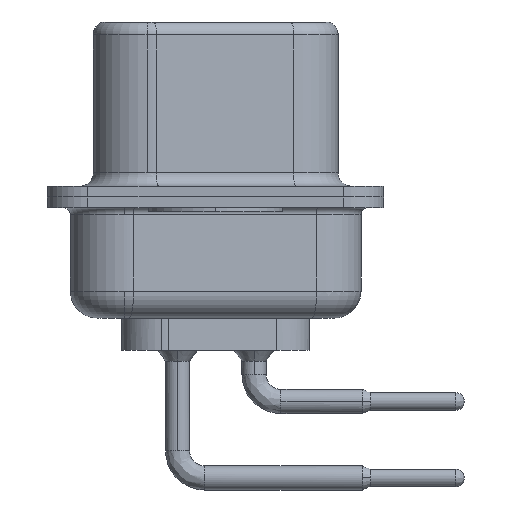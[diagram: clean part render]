
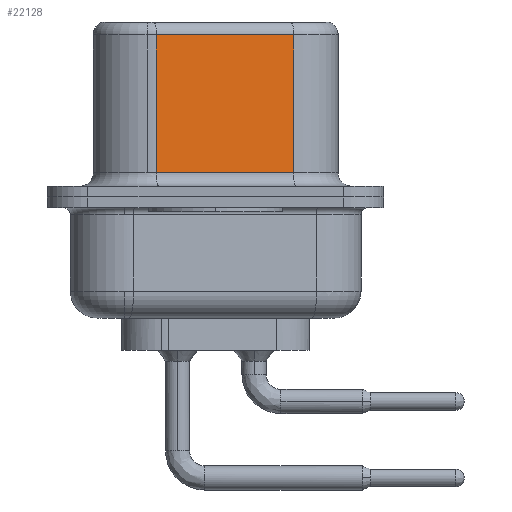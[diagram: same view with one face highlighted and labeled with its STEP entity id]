
A CAD part, left-side view. The second image highlights one B-rep face of the part: STEP entity #22128.
In plain terms, the highlighted planar face has unit normal (-0.985, -0.174, 0).
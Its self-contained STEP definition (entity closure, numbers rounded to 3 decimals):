
#65 = ORIENTED_EDGE ( 'NONE', *, *, #6997, .F. ) ;
#1345 = DIRECTION ( 'NONE',  ( 0., 0., -1. ) ) ;
#2785 = DIRECTION ( 'NONE',  ( 0.985, 0.174, 0. ) ) ;
#3099 = AXIS2_PLACEMENT_3D ( 'NONE', #13737, #2785, #15634 ) ;
#3800 = ORIENTED_EDGE ( 'NONE', *, *, #20326, .T. ) ;
#6739 = CARTESIAN_POINT ( 'NONE',  ( 4.58, -2.897, 6.02 ) ) ;
#6997 = EDGE_CURVE ( 'NONE', #21622, #8344, #12903, .T. ) ;
#7272 = EDGE_CURVE ( 'NONE', #21622, #8850, #21432, .T. ) ;
#7963 = VECTOR ( 'NONE', #19988, 1000. ) ;
#8344 = VERTEX_POINT ( 'NONE', #12559 ) ;
#8850 = VERTEX_POINT ( 'NONE', #21593 ) ;
#9414 = LINE ( 'NONE', #14879, #23902 ) ;
#10189 = FACE_OUTER_BOUND ( 'NONE', #20922, .T. ) ;
#11825 = PLANE ( 'NONE',  #3099 ) ;
#12559 = CARTESIAN_POINT ( 'NONE',  ( 4.58, -2.897, 0.9 ) ) ;
#12597 = VECTOR ( 'NONE', #14905, 1000. ) ;
#12903 = LINE ( 'NONE', #20018, #7963 ) ;
#13737 = CARTESIAN_POINT ( 'NONE',  ( 4.58, -2.897, 6.52 ) ) ;
#14879 = CARTESIAN_POINT ( 'NONE',  ( 4.58, -2.897, 0.9 ) ) ;
#14905 = DIRECTION ( 'NONE',  ( -0.174, 0.985, 0. ) ) ;
#15234 = ORIENTED_EDGE ( 'NONE', *, *, #21626, .T. ) ;
#15634 = DIRECTION ( 'NONE',  ( -0.174, 0.985, 0. ) ) ;
#18430 = VECTOR ( 'NONE', #1345, 1000. ) ;
#18586 = CARTESIAN_POINT ( 'NONE',  ( 4.58, -2.897, 6.02 ) ) ;
#18635 = DIRECTION ( 'NONE',  ( 0.174, -0.985, 0. ) ) ;
#19075 = ORIENTED_EDGE ( 'NONE', *, *, #7272, .T. ) ;
#19988 = DIRECTION ( 'NONE',  ( 0., 0., -1. ) ) ;
#20018 = CARTESIAN_POINT ( 'NONE',  ( 4.58, -2.897, 6.52 ) ) ;
#20326 = EDGE_CURVE ( 'NONE', #22407, #8344, #9414, .T. ) ;
#20922 = EDGE_LOOP ( 'NONE', ( #65, #19075, #15234, #3800 ) ) ;
#21432 = LINE ( 'NONE', #18586, #12597 ) ;
#21593 = CARTESIAN_POINT ( 'NONE',  ( 3.68, 2.203, 6.02 ) ) ;
#21622 = VERTEX_POINT ( 'NONE', #6739 ) ;
#21626 = EDGE_CURVE ( 'NONE', #8850, #22407, #23537, .T. ) ;
#22128 = ADVANCED_FACE ( 'NONE', ( #10189 ), #11825, .F. ) ;
#22230 = CARTESIAN_POINT ( 'NONE',  ( 3.68, 2.203, 0.9 ) ) ;
#22407 = VERTEX_POINT ( 'NONE', #22230 ) ;
#23537 = LINE ( 'NONE', #23619, #18430 ) ;
#23619 = CARTESIAN_POINT ( 'NONE',  ( 3.68, 2.203, 6.52 ) ) ;
#23902 = VECTOR ( 'NONE', #18635, 1000. ) ;
